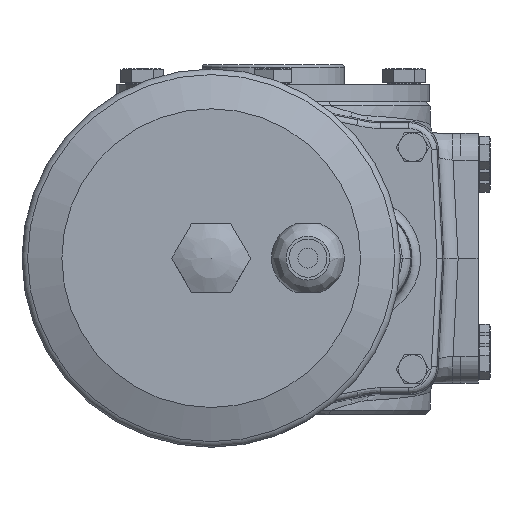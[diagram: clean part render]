
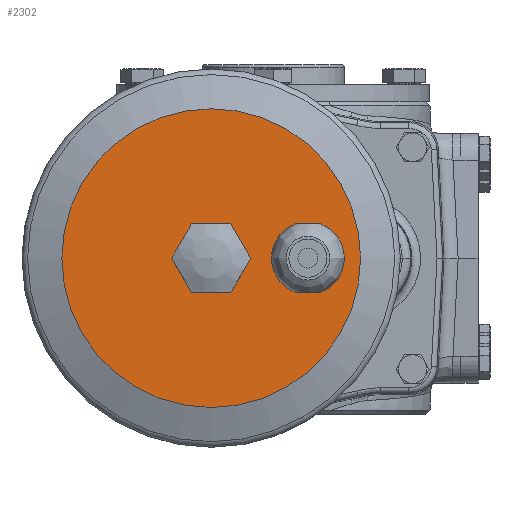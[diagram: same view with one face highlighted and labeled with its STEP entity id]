
A CAD part, left-side view. The second image highlights one B-rep face of the part: STEP entity #2302.
In plain terms, the highlighted planar face has unit normal (-1, 0, 0).
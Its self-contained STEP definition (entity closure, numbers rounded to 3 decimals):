
#2302 = ADVANCED_FACE( '', ( #5064, #5065, #5066 ), #5067, .T. );
#5064 = FACE_BOUND( '', #12559, .T. );
#5065 = FACE_OUTER_BOUND( '', #12560, .T. );
#5066 = FACE_BOUND( '', #12561, .T. );
#5067 = PLANE( '', #12562 );
#12559 = EDGE_LOOP( '', ( #19538, #19539, #19540, #19541 ) );
#12560 = EDGE_LOOP( '', ( #19542 ) );
#12561 = EDGE_LOOP( '', ( #19543, #19544, #19545, #19546, #19547, #19548 ) );
#12562 = AXIS2_PLACEMENT_3D( '', #19549, #19550, #19551 );
#19538 = ORIENTED_EDGE( '', *, *, #23522, .F. );
#19539 = ORIENTED_EDGE( '', *, *, #22463, .F. );
#19540 = ORIENTED_EDGE( '', *, *, #23523, .F. );
#19541 = ORIENTED_EDGE( '', *, *, #23092, .T. );
#19542 = ORIENTED_EDGE( '', *, *, #23524, .T. );
#19543 = ORIENTED_EDGE( '', *, *, #22953, .T. );
#19544 = ORIENTED_EDGE( '', *, *, #23249, .T. );
#19545 = ORIENTED_EDGE( '', *, *, #23525, .T. );
#19546 = ORIENTED_EDGE( '', *, *, #23072, .T. );
#19547 = ORIENTED_EDGE( '', *, *, #23063, .T. );
#19548 = ORIENTED_EDGE( '', *, *, #23526, .T. );
#19549 = CARTESIAN_POINT( '', ( -463., -30.7, 0. ) );
#19550 = DIRECTION( '', ( -1., 0., 0. ) );
#19551 = DIRECTION( '', ( 0., -1., 0. ) );
#22463 = EDGE_CURVE( '', #25944, #25947, #25948, .T. );
#22953 = EDGE_CURVE( '', #26646, #26648, #26650, .T. );
#23063 = EDGE_CURVE( '', #26785, #26787, #26789, .T. );
#23072 = EDGE_CURVE( '', #26798, #26785, #26800, .T. );
#23092 = EDGE_CURVE( '', #26826, #26824, #26827, .T. );
#23249 = EDGE_CURVE( '', #26648, #27011, #27013, .T. );
#23522 = EDGE_CURVE( '', #25947, #26824, #27336, .T. );
#23523 = EDGE_CURVE( '', #26826, #25944, #27337, .T. );
#23524 = EDGE_CURVE( '', #27338, #27338, #27339, .T. );
#23525 = EDGE_CURVE( '', #27011, #26798, #27340, .T. );
#23526 = EDGE_CURVE( '', #26787, #26646, #27341, .T. );
#25944 = VERTEX_POINT( '', #32191 );
#25947 = VERTEX_POINT( '', #32195 );
#25948 = LINE( '', #32196, #32197 );
#26646 = VERTEX_POINT( '', #33975 );
#26648 = VERTEX_POINT( '', #33978 );
#26650 = LINE( '', #33981, #33982 );
#26785 = VERTEX_POINT( '', #34238 );
#26787 = VERTEX_POINT( '', #34241 );
#26789 = LINE( '', #34244, #34245 );
#26798 = VERTEX_POINT( '', #34301 );
#26800 = LINE( '', #34304, #34305 );
#26824 = VERTEX_POINT( '', #34454 );
#26826 = VERTEX_POINT( '', #34457 );
#26827 = LINE( '', #34458, #34459 );
#27011 = VERTEX_POINT( '', #34860 );
#27013 = LINE( '', #34863, #34864 );
#27336 = CIRCLE( '', #35575, 12.8 );
#27337 = CIRCLE( '', #35576, 12.8 );
#27338 = VERTEX_POINT( '', #35577 );
#27339 = CIRCLE( '', #35578, 52.5 );
#27340 = LINE( '', #35579, #35580 );
#27341 = LINE( '', #35581, #35582 );
#32191 = CARTESIAN_POINT( '', ( -463., -16.654, 12. ) );
#32195 = CARTESIAN_POINT( '', ( -463., -7.746, 12. ) );
#32196 = CARTESIAN_POINT( '', ( -463., -16.654, 12. ) );
#32197 = VECTOR( '', #37492, 1000. );
#33975 = CARTESIAN_POINT( '', ( -463., 28.728, -12. ) );
#33978 = CARTESIAN_POINT( '', ( -463., 35.656, 0. ) );
#33981 = CARTESIAN_POINT( '', ( -463., 28.728, -12. ) );
#33982 = VECTOR( '', #38004, 1000. );
#34238 = CARTESIAN_POINT( '', ( -463., 7.944, 0. ) );
#34241 = CARTESIAN_POINT( '', ( -463., 14.872, -12. ) );
#34244 = CARTESIAN_POINT( '', ( -463., 7.944, 0. ) );
#34245 = VECTOR( '', #38123, 1000. );
#34301 = CARTESIAN_POINT( '', ( -463., 14.872, 12. ) );
#34304 = CARTESIAN_POINT( '', ( -463., 14.872, 12. ) );
#34305 = VECTOR( '', #38127, 1000. );
#34454 = CARTESIAN_POINT( '', ( -463., -7.746, -12. ) );
#34457 = CARTESIAN_POINT( '', ( -463., -16.654, -12. ) );
#34458 = CARTESIAN_POINT( '', ( -463., -16.654, -12. ) );
#34459 = VECTOR( '', #38136, 1000. );
#34860 = CARTESIAN_POINT( '', ( -463., 28.728, 12. ) );
#34863 = CARTESIAN_POINT( '', ( -463., 35.656, 0. ) );
#34864 = VECTOR( '', #38299, 1000. );
#35575 = AXIS2_PLACEMENT_3D( '', #38533, #38534, #38535 );
#35576 = AXIS2_PLACEMENT_3D( '', #38536, #38537, #38538 );
#35577 = CARTESIAN_POINT( '', ( -463., -30.7, 0. ) );
#35578 = AXIS2_PLACEMENT_3D( '', #38539, #38540, #38541 );
#35579 = CARTESIAN_POINT( '', ( -463., 28.728, 12. ) );
#35580 = VECTOR( '', #38542, 1000. );
#35581 = CARTESIAN_POINT( '', ( -463., 14.872, -12. ) );
#35582 = VECTOR( '', #38543, 1000. );
#37492 = DIRECTION( '', ( 0., 1., 0. ) );
#38004 = DIRECTION( '', ( 0., 0.5, 0.866 ) );
#38123 = DIRECTION( '', ( 0., 0.5, -0.866 ) );
#38127 = DIRECTION( '', ( 0., -0.5, -0.866 ) );
#38136 = DIRECTION( '', ( 0., 1., 0. ) );
#38299 = DIRECTION( '', ( 0., -0.5, 0.866 ) );
#38533 = CARTESIAN_POINT( '', ( -463., -12.2, 0. ) );
#38534 = DIRECTION( '', ( -1., 0., 0. ) );
#38535 = DIRECTION( '', ( 0., -1., 0. ) );
#38536 = CARTESIAN_POINT( '', ( -463., -12.2, 0. ) );
#38537 = DIRECTION( '', ( -1., 0., 0. ) );
#38538 = DIRECTION( '', ( 0., -1., 0. ) );
#38539 = CARTESIAN_POINT( '', ( -463., 21.8, 0. ) );
#38540 = DIRECTION( '', ( -1., 0., 0. ) );
#38541 = DIRECTION( '', ( 0., -1., 0. ) );
#38542 = DIRECTION( '', ( 0., -1., 0. ) );
#38543 = DIRECTION( '', ( 0., 1., 0. ) );
